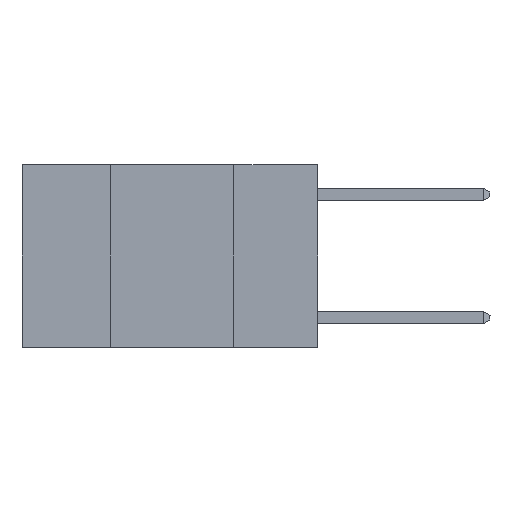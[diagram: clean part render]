
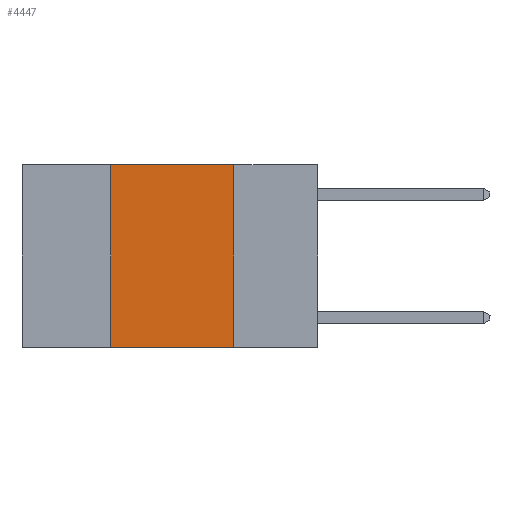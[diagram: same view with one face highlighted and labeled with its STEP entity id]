
A CAD part, left-side view. The second image highlights one B-rep face of the part: STEP entity #4447.
In plain terms, the highlighted planar face has unit normal (-1, 0, 0).
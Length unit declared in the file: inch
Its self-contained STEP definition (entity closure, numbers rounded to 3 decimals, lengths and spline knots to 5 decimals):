
#161 = VECTOR ( 'NONE', #1906, 39.37008 ) ;
#866 = FACE_OUTER_BOUND ( 'NONE', #1015, .T. ) ;
#991 = CARTESIAN_POINT ( 'NONE',  ( 0., 0.17, -0.37 ) ) ;
#1015 = EDGE_LOOP ( 'NONE', ( #2644, #5652, #6616, #6816 ) ) ;
#1120 = VERTEX_POINT ( 'NONE', #7574 ) ;
#1150 = LINE ( 'NONE', #4064, #3297 ) ;
#1366 = DIRECTION ( 'NONE',  ( 0., 0., 1. ) ) ;
#1537 = AXIS2_PLACEMENT_3D ( 'NONE', #8139, #3784, #1643 ) ;
#1643 = DIRECTION ( 'NONE',  ( 0., 0., -1. ) ) ;
#1906 = DIRECTION ( 'NONE',  ( 0., -1., 0. ) ) ;
#2450 = CARTESIAN_POINT ( 'NONE',  ( 0., 0.42, 0. ) ) ;
#2644 = ORIENTED_EDGE ( 'NONE', *, *, #3247, .F. ) ;
#2807 = CARTESIAN_POINT ( 'NONE',  ( 0., 0.42, -0.37 ) ) ;
#3242 = VERTEX_POINT ( 'NONE', #2450 ) ;
#3247 = EDGE_CURVE ( 'NONE', #1120, #6342, #1150, .T. ) ;
#3297 = VECTOR ( 'NONE', #7021, 39.37008 ) ;
#3342 = LINE ( 'NONE', #9283, #161 ) ;
#3346 = PLANE ( 'NONE',  #1537 ) ;
#3352 = VECTOR ( 'NONE', #1366, 39.37008 ) ;
#3454 = LINE ( 'NONE', #4241, #5593 ) ;
#3784 = DIRECTION ( 'NONE',  ( 1., 0., 0. ) ) ;
#4064 = CARTESIAN_POINT ( 'NONE',  ( 0., 0.17, 0. ) ) ;
#4216 = CARTESIAN_POINT ( 'NONE',  ( 0., 0.42, 0. ) ) ;
#4241 = CARTESIAN_POINT ( 'NONE',  ( 0., 0.6, -0.37 ) ) ;
#4256 = EDGE_CURVE ( 'NONE', #3242, #1120, #3342, .T. ) ;
#4447 = ADVANCED_FACE ( 'NONE', ( #866 ), #3346, .F. ) ;
#5127 = EDGE_CURVE ( 'NONE', #9482, #6342, #3454, .T. ) ;
#5593 = VECTOR ( 'NONE', #9445, 39.37008 ) ;
#5652 = ORIENTED_EDGE ( 'NONE', *, *, #4256, .F. ) ;
#6342 = VERTEX_POINT ( 'NONE', #991 ) ;
#6616 = ORIENTED_EDGE ( 'NONE', *, *, #9041, .F. ) ;
#6816 = ORIENTED_EDGE ( 'NONE', *, *, #5127, .T. ) ;
#7021 = DIRECTION ( 'NONE',  ( 0., 0., -1. ) ) ;
#7221 = LINE ( 'NONE', #4216, #3352 ) ;
#7574 = CARTESIAN_POINT ( 'NONE',  ( 0., 0.17, 0. ) ) ;
#8139 = CARTESIAN_POINT ( 'NONE',  ( 0., 0.6, 0. ) ) ;
#9041 = EDGE_CURVE ( 'NONE', #9482, #3242, #7221, .T. ) ;
#9283 = CARTESIAN_POINT ( 'NONE',  ( 0., 0.6, 0. ) ) ;
#9445 = DIRECTION ( 'NONE',  ( 0., -1., 0. ) ) ;
#9482 = VERTEX_POINT ( 'NONE', #2807 ) ;
